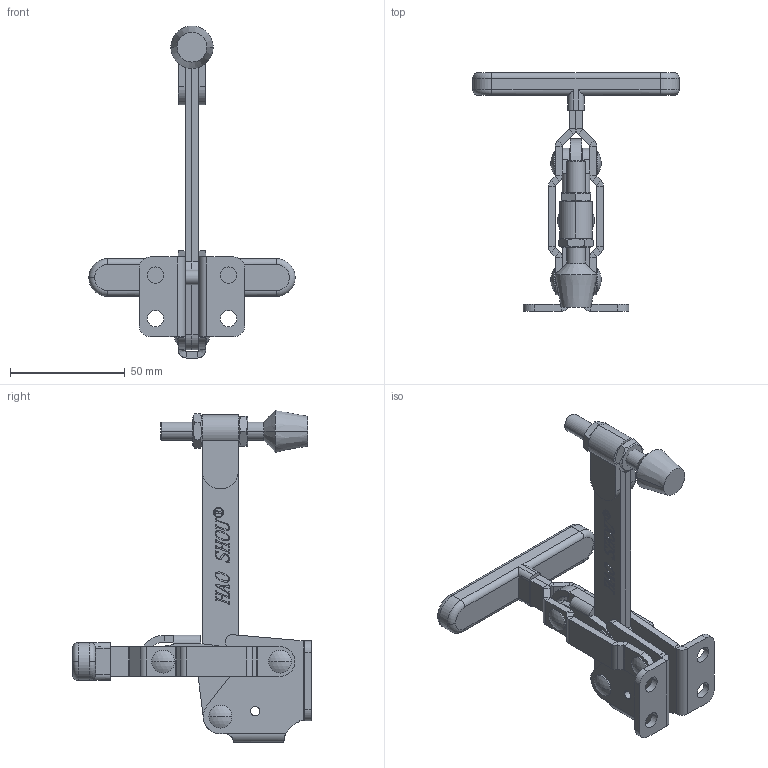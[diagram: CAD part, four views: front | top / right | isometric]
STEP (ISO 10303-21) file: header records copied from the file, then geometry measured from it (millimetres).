
FILE_DESCRIPTION (( 'STEP AP203' ), '1' );
FILE_NAME ('HS-12143.STEP', '2019-09-23T03:07:08', ( '微软用户' ), ( '微软中国' ), 'SwSTEP 2.0', 'SolidWorks 2012', '' );
FILE_SCHEMA (( 'CONFIG_CONTROL_DESIGN' ));
Length unit declared in the file: millimetre
Products named in the file (15): HS-12143; 酗种; 傻种; 蟀裝; T倰忒梟蚾饜极; 忒梟; 筵忒參; 长实心压把装配体; hexagon head bolts-full thread gb_GB_FASTENER_BOLT_STBAB A M8X55-C; hex thin nuts-grades ab-chamfered gb_GB_FASTENER_NUT_STNAB M8-N; 酗妗陑揤參; 揤輸; 標; 楊擘菁釱
Assembly tree (18 placements, depth 3):
  HS-12143
    楊擘菁釱
    长实心压把装配体
      酗妗陑揤參
      標
      揤輸
      酗妗陑揤參
      hex thin nuts-grades ab-chamfered gb_GB_FASTENER_NUT_STNAB M8-N  x2
      hexagon head bolts-full thread gb_GB_FASTENER_BOLT_STBAB A M8X55-C
    T倰忒梟蚾饜极
      筵忒參
      忒梟  x2
    蟀裝
    傻种  x2
    酗种  x2
Bounding box: 90 x 104.2 x 144.84 mm (x, y, z)
Volume: 61568.3 mm3; surface area: 43118.1 mm2
Topology: 16 solids, 16 shells, 799 faces, 2017 edges, 1284 vertices
Faces by surface type: plane 438, cylinder 176, bspline 133, cone 30, sphere 16, torus 6
Entity records: 29454 total; most frequent: CARTESIAN_POINT 11326, ORIENTED_EDGE 3610, DIRECTION 3011, EDGE_CURVE 1805, LINE 1173, VECTOR 1173, VERTEX_POINT 1160, AXIS2_PLACEMENT_3D 919
